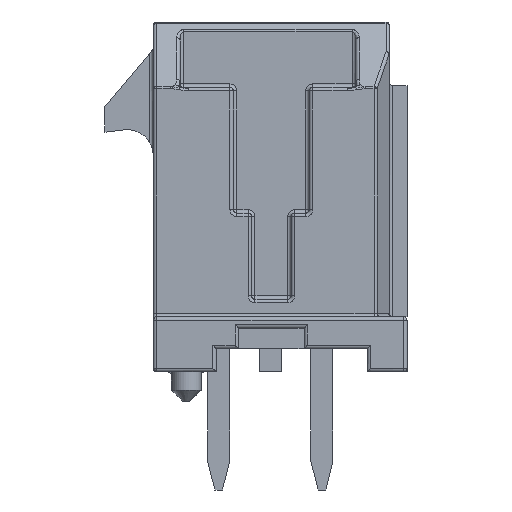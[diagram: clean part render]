
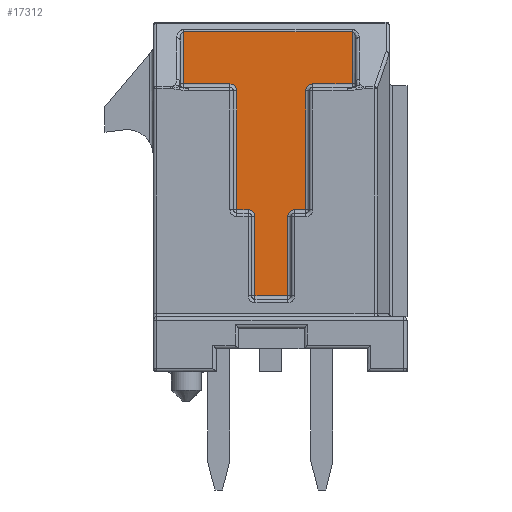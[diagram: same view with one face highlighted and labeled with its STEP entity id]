
A CAD part, left-side view. The second image highlights one B-rep face of the part: STEP entity #17312.
In plain terms, the highlighted planar face has unit normal (-1, 0, 0).
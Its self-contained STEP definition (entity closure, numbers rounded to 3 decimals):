
#567=CIRCLE('',#18469,0.2);
#584=CIRCLE('',#18491,0.2);
#592=CIRCLE('',#18504,0.2);
#633=CIRCLE('',#18566,0.2);
#1365=FACE_OUTER_BOUND('',#2432,.T.);
#2432=EDGE_LOOP('',(#12768,#12769,#12770,#12771,#12772,#12773,#12774,#12775,
#12776,#12777,#12778,#12779,#12780,#12781,#12782,#12783));
#3620=LINE('',#26923,#5602);
#3637=LINE('',#27141,#5619);
#3643=LINE('',#27190,#5625);
#3645=LINE('',#27193,#5627);
#3681=LINE('',#27322,#5663);
#3683=LINE('',#27325,#5665);
#3691=LINE('',#27338,#5673);
#3696=LINE('',#27345,#5678);
#3711=LINE('',#27393,#5693);
#3717=LINE('',#27402,#5699);
#3721=LINE('',#27408,#5703);
#3723=LINE('',#27411,#5705);
#5602=VECTOR('',#20722,10.);
#5619=VECTOR('',#20909,10.);
#5625=VECTOR('',#20937,10.);
#5627=VECTOR('',#20941,10.);
#5663=VECTOR('',#21067,10.);
#5665=VECTOR('',#21071,10.);
#5673=VECTOR('',#21089,10.);
#5678=VECTOR('',#21098,10.);
#5693=VECTOR('',#21151,10.);
#5699=VECTOR('',#21163,10.);
#5703=VECTOR('',#21171,10.);
#5705=VECTOR('',#21175,10.);
#7588=VERTEX_POINT('',#26837);
#7591=VERTEX_POINT('',#26844);
#7593=VERTEX_POINT('',#26848);
#7595=VERTEX_POINT('',#26853);
#7603=VERTEX_POINT('',#26871);
#7608=VERTEX_POINT('',#26883);
#7610=VERTEX_POINT('',#26887);
#7618=VERTEX_POINT('',#26913);
#7619=VERTEX_POINT('',#26914);
#7630=VERTEX_POINT('',#26945);
#7640=VERTEX_POINT('',#26976);
#7656=VERTEX_POINT('',#27024);
#7658=VERTEX_POINT('',#27028);
#7665=VERTEX_POINT('',#27074);
#7676=VERTEX_POINT('',#27137);
#7683=VERTEX_POINT('',#27186);
#9363=EDGE_CURVE('',#7593,#7591,#567,.T.);
#9380=EDGE_CURVE('',#7610,#7608,#584,.T.);
#9392=EDGE_CURVE('',#7618,#7619,#592,.T.);
#9397=EDGE_CURVE('',#7619,#7603,#3620,.T.);
#9448=EDGE_CURVE('',#7658,#7656,#633,.T.);
#9473=EDGE_CURVE('',#7656,#7676,#3637,.T.);
#9486=EDGE_CURVE('',#7676,#7683,#3643,.T.);
#9488=EDGE_CURVE('',#7683,#7665,#3645,.T.);
#9542=EDGE_CURVE('',#7665,#7640,#3681,.T.);
#9544=EDGE_CURVE('',#7630,#7658,#3683,.T.);
#9552=EDGE_CURVE('',#7640,#7618,#3691,.T.);
#9557=EDGE_CURVE('',#7608,#7630,#3696,.T.);
#9581=EDGE_CURVE('',#7595,#7610,#3711,.T.);
#9587=EDGE_CURVE('',#7603,#7593,#3717,.T.);
#9591=EDGE_CURVE('',#7588,#7595,#3721,.T.);
#9593=EDGE_CURVE('',#7591,#7588,#3723,.T.);
#12768=ORIENTED_EDGE('',*,*,#9448,.F.);
#12769=ORIENTED_EDGE('',*,*,#9544,.F.);
#12770=ORIENTED_EDGE('',*,*,#9557,.F.);
#12771=ORIENTED_EDGE('',*,*,#9380,.F.);
#12772=ORIENTED_EDGE('',*,*,#9581,.F.);
#12773=ORIENTED_EDGE('',*,*,#9591,.F.);
#12774=ORIENTED_EDGE('',*,*,#9593,.F.);
#12775=ORIENTED_EDGE('',*,*,#9363,.F.);
#12776=ORIENTED_EDGE('',*,*,#9587,.F.);
#12777=ORIENTED_EDGE('',*,*,#9397,.F.);
#12778=ORIENTED_EDGE('',*,*,#9392,.F.);
#12779=ORIENTED_EDGE('',*,*,#9552,.F.);
#12780=ORIENTED_EDGE('',*,*,#9542,.F.);
#12781=ORIENTED_EDGE('',*,*,#9488,.F.);
#12782=ORIENTED_EDGE('',*,*,#9486,.F.);
#12783=ORIENTED_EDGE('',*,*,#9473,.F.);
#16426=PLANE('',#18694);
#17312=ADVANCED_FACE('',(#1365),#16426,.F.);
#18469=AXIS2_PLACEMENT_3D('',#26850,#20637,#20638);
#18491=AXIS2_PLACEMENT_3D('',#26889,#20681,#20682);
#18504=AXIS2_PLACEMENT_3D('',#26915,#20711,#20712);
#18566=AXIS2_PLACEMENT_3D('',#27030,#20849,#20850);
#18694=AXIS2_PLACEMENT_3D('',#27424,#21197,#21198);
#20637=DIRECTION('center_axis',(-1.,0.,0.));
#20638=DIRECTION('ref_axis',(0.,0.707,0.707));
#20681=DIRECTION('center_axis',(-1.,0.,0.));
#20682=DIRECTION('ref_axis',(0.,-0.707,0.707));
#20711=DIRECTION('center_axis',(-1.,0.,0.));
#20712=DIRECTION('ref_axis',(0.,0.707,0.707));
#20722=DIRECTION('',(0.,0.,-1.));
#20849=DIRECTION('center_axis',(-1.,0.,0.));
#20850=DIRECTION('ref_axis',(0.,-0.707,0.707));
#20909=DIRECTION('',(0.,1.,0.));
#20937=DIRECTION('',(0.,0.,1.));
#20941=DIRECTION('',(0.,-1.,0.));
#21067=DIRECTION('',(0.,0.,-1.));
#21071=DIRECTION('',(0.,0.,1.));
#21089=DIRECTION('',(0.,1.,0.));
#21098=DIRECTION('',(0.,1.,0.));
#21151=DIRECTION('',(0.,0.,1.));
#21163=DIRECTION('',(0.,1.,0.));
#21171=DIRECTION('',(0.,1.,0.));
#21175=DIRECTION('',(0.,0.,-1.));
#21197=DIRECTION('center_axis',(1.,0.,0.));
#21198=DIRECTION('ref_axis',(0.,0.,-1.));
#26837=CARTESIAN_POINT('',(-12.425,-0.475,2.21));
#26844=CARTESIAN_POINT('',(-12.425,-0.475,4.51));
#26848=CARTESIAN_POINT('',(-12.425,-0.675,4.71));
#26850=CARTESIAN_POINT('Origin',(-12.425,-0.675,4.51));
#26853=CARTESIAN_POINT('',(-12.425,0.475,2.21));
#26871=CARTESIAN_POINT('',(-12.425,-1.,4.71));
#26883=CARTESIAN_POINT('',(-12.425,0.675,4.71));
#26887=CARTESIAN_POINT('',(-12.425,0.475,4.51));
#26889=CARTESIAN_POINT('Origin',(-12.425,0.675,4.51));
#26913=CARTESIAN_POINT('',(-12.425,-1.2,8.36));
#26914=CARTESIAN_POINT('',(-12.425,-1.,8.16));
#26915=CARTESIAN_POINT('Origin',(-12.425,-1.2,8.16));
#26923=CARTESIAN_POINT('',(-12.425,-1.,9.085));
#26945=CARTESIAN_POINT('',(-12.425,1.,4.71));
#26976=CARTESIAN_POINT('',(-12.425,-2.35,8.36));
#27024=CARTESIAN_POINT('',(-12.425,1.2,8.36));
#27028=CARTESIAN_POINT('',(-12.425,1.,8.16));
#27030=CARTESIAN_POINT('Origin',(-12.425,1.2,8.16));
#27074=CARTESIAN_POINT('',(-12.425,-2.35,9.873));
#27137=CARTESIAN_POINT('',(-12.425,2.55,8.36));
#27141=CARTESIAN_POINT('',(-12.425,2.65,8.36));
#27186=CARTESIAN_POINT('',(-12.425,2.55,9.873));
#27190=CARTESIAN_POINT('',(-12.425,2.55,7.433));
#27193=CARTESIAN_POINT('',(-12.425,3.04,9.873));
#27322=CARTESIAN_POINT('',(-12.425,-2.35,7.433));
#27325=CARTESIAN_POINT('',(-12.425,1.,7.26));
#27338=CARTESIAN_POINT('',(-12.425,2.65,8.36));
#27345=CARTESIAN_POINT('',(-12.425,1.613,4.71));
#27393=CARTESIAN_POINT('',(-12.425,0.475,6.01));
#27402=CARTESIAN_POINT('',(-12.425,0.775,4.71));
#27408=CARTESIAN_POINT('',(-12.425,1.038,2.21));
#27411=CARTESIAN_POINT('',(-12.425,-0.475,7.26));
#27424=CARTESIAN_POINT('Origin',(-12.425,2.65,9.91));
